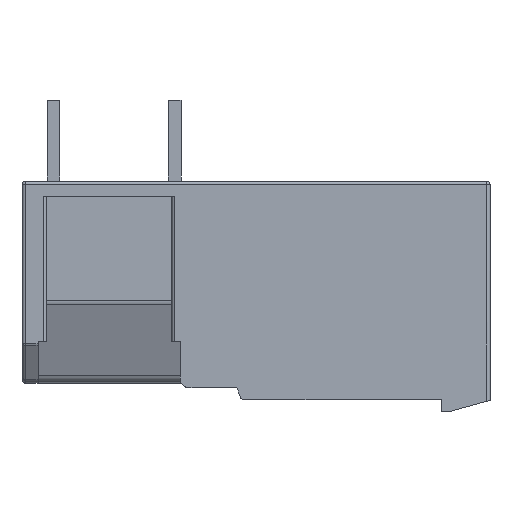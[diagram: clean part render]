
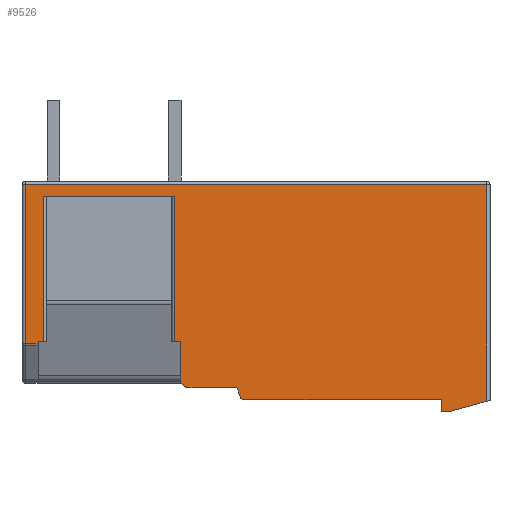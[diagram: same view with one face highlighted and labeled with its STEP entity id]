
A CAD part, front view. The second image highlights one B-rep face of the part: STEP entity #9526.
In plain terms, the highlighted planar face has unit normal (0, -1, 0).
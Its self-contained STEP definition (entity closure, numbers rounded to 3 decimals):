
#1=DIRECTION('',(0.,0.,-1.));
#2=VECTOR('',#1,13.446);
#3=CARTESIAN_POINT('',(17.65,0.,6.756));
#4=LINE('',#3,#2);
#5=DIRECTION('',(-0.963,0.,-0.27));
#6=VECTOR('',#5,2.388);
#7=CARTESIAN_POINT('',(17.65,0.,-6.69));
#8=LINE('',#7,#6);
#9=DIRECTION('',(-1.,0.,0.));
#10=VECTOR('',#9,0.5);
#11=CARTESIAN_POINT('',(15.35,0.,-7.334));
#12=LINE('',#11,#10);
#13=DIRECTION('',(0.,0.,1.));
#14=VECTOR('',#13,0.75);
#15=CARTESIAN_POINT('',(14.85,0.,-7.334));
#16=LINE('',#15,#14);
#17=DIRECTION('',(-1.,0.,0.));
#18=VECTOR('',#17,12.26);
#19=CARTESIAN_POINT('',(14.85,0.,-6.584));
#20=LINE('',#19,#18);
#21=CARTESIAN_POINT('',(2.59,0.,-6.384));
#22=DIRECTION('',(0.,1.,0.));
#23=DIRECTION('',(0.,0.,-1.));
#24=AXIS2_PLACEMENT_3D('',#21,#22,#23);
#26=DIRECTION('',(-0.376,0.,0.927));
#27=VECTOR('',#26,0.664);
#28=CARTESIAN_POINT('',(2.405,0.,-6.459));
#29=LINE('',#28,#27);
#30=DIRECTION('',(-1.,0.,0.));
#31=VECTOR('',#30,3.085);
#32=CARTESIAN_POINT('',(2.155,0.,-5.844));
#33=LINE('',#32,#31);
#34=CARTESIAN_POINT('',(-0.93,0.,-5.644));
#35=DIRECTION('',(0.,1.,0.));
#36=DIRECTION('',(0.,0.,-1.));
#37=AXIS2_PLACEMENT_3D('',#34,#35,#36);
#39=DIRECTION('',(-0.707,0.,0.707));
#40=VECTOR('',#39,0.313);
#41=CARTESIAN_POINT('',(-1.071,0.,-5.785));
#42=LINE('',#41,#40);
#43=DIRECTION('',(-1.,0.,0.));
#44=VECTOR('',#43,0.057);
#45=CARTESIAN_POINT('',(-1.293,0.,-5.564));
#46=LINE('',#45,#44);
#47=DIRECTION('',(0.,0.,-1.));
#48=VECTOR('',#47,2.58);
#49=CARTESIAN_POINT('',(-1.35,0.,-2.984));
#50=LINE('',#49,#48);
#51=DIRECTION('',(-1.,0.,0.));
#52=VECTOR('',#51,8.16);
#53=CARTESIAN_POINT('',(-1.67,0.,6.016));
#54=LINE('',#53,#52);
#55=DIRECTION('',(0.,0.,-1.));
#56=VECTOR('',#55,9.);
#57=CARTESIAN_POINT('',(-9.83,0.,6.016));
#58=LINE('',#57,#56);
#59=DIRECTION('',(0.,0.,-1.));
#60=VECTOR('',#59,0.123);
#61=CARTESIAN_POINT('',(-10.15,0.,-2.984));
#62=LINE('',#61,#60);
#63=DIRECTION('',(-1.,0.,0.));
#64=VECTOR('',#63,0.8);
#65=CARTESIAN_POINT('',(-10.15,0.,-3.106));
#66=LINE('',#65,#64);
#67=DIRECTION('',(0.,0.,1.));
#68=VECTOR('',#67,9.863);
#69=CARTESIAN_POINT('',(-10.95,0.,-3.106));
#70=LINE('',#69,#68);
#71=DIRECTION('',(1.,0.,0.));
#72=VECTOR('',#71,28.6);
#73=CARTESIAN_POINT('',(-10.95,0.,6.756));
#74=LINE('',#73,#72);
#84=CARTESIAN_POINT('',(17.65,0.,-6.69));
#6216=DIRECTION('',(-1.,0.,0.));
#6217=VECTOR('',#6216,0.32);
#6218=CARTESIAN_POINT('',(-1.35,0.,-2.984));
#6219=LINE('',#6218,#6217);
#6220=DIRECTION('',(-1.,0.,0.));
#6221=VECTOR('',#6220,0.32);
#6222=CARTESIAN_POINT('',(-9.83,0.,-2.984));
#6223=LINE('',#6222,#6221);
#6255=DIRECTION('',(0.,0.,-1.));
#6256=VECTOR('',#6255,9.);
#6257=CARTESIAN_POINT('',(-1.67,0.,6.016));
#6258=LINE('',#6257,#6256);
#7229=CARTESIAN_POINT('',(15.35,0.,-7.334));
#7230=CARTESIAN_POINT('',(14.85,0.,-7.334));
#7231=VERTEX_POINT('',#7229);
#7232=VERTEX_POINT('',#7230);
#7233=CARTESIAN_POINT('',(14.85,0.,-6.584));
#7234=VERTEX_POINT('',#7233);
#7235=CARTESIAN_POINT('',(2.59,0.,-6.584));
#7236=VERTEX_POINT('',#7235);
#7237=CARTESIAN_POINT('',(2.405,0.,-6.459));
#7238=VERTEX_POINT('',#7237);
#7239=CARTESIAN_POINT('',(2.155,0.,-5.844));
#7240=VERTEX_POINT('',#7239);
#7241=CARTESIAN_POINT('',(-0.93,0.,-5.844));
#7242=VERTEX_POINT('',#7241);
#7243=CARTESIAN_POINT('',(-1.071,0.,-5.785));
#7244=VERTEX_POINT('',#7243);
#7245=CARTESIAN_POINT('',(-1.293,0.,-5.564));
#7246=VERTEX_POINT('',#7245);
#8585=CARTESIAN_POINT('',(-1.35,0.,-5.564));
#8587=VERTEX_POINT('',#8585);
#8591=CARTESIAN_POINT('',(-1.67,0.,-2.984));
#8593=VERTEX_POINT('',#8591);
#8596=CARTESIAN_POINT('',(-9.83,0.,-2.984));
#8598=VERTEX_POINT('',#8596);
#8600=CARTESIAN_POINT('',(-1.35,0.,-2.984));
#8602=VERTEX_POINT('',#8600);
#8605=CARTESIAN_POINT('',(-10.15,0.,-2.984));
#8607=VERTEX_POINT('',#8605);
#8611=CARTESIAN_POINT('',(-1.67,0.,6.016));
#8613=VERTEX_POINT('',#8611);
#8616=CARTESIAN_POINT('',(-9.83,0.,6.016));
#8618=VERTEX_POINT('',#8616);
#8675=CARTESIAN_POINT('',(-10.15,0.,-3.106));
#8676=VERTEX_POINT('',#8675);
#8686=VERTEX_POINT('',#84);
#8687=CARTESIAN_POINT('',(17.65,0.,6.756));
#8688=VERTEX_POINT('',#8687);
#8695=CARTESIAN_POINT('',(-10.95,0.,6.756));
#8696=VERTEX_POINT('',#8695);
#8701=CARTESIAN_POINT('',(-10.95,0.,-3.106));
#8702=VERTEX_POINT('',#8701);
#9477=CARTESIAN_POINT('',(0.,0.,0.));
#9478=DIRECTION('',(0.,1.,0.));
#9479=DIRECTION('',(1.,0.,0.));
#9480=AXIS2_PLACEMENT_3D('',#9477,#9478,#9479);
#9481=PLANE('',#9480);
#9483=ORIENTED_EDGE('',*,*,#9482,.T.);
#9485=ORIENTED_EDGE('',*,*,#9484,.T.);
#9487=ORIENTED_EDGE('',*,*,#9486,.T.);
#9489=ORIENTED_EDGE('',*,*,#9488,.T.);
#9491=ORIENTED_EDGE('',*,*,#9490,.T.);
#9493=ORIENTED_EDGE('',*,*,#9492,.T.);
#9495=ORIENTED_EDGE('',*,*,#9494,.T.);
#9497=ORIENTED_EDGE('',*,*,#9496,.T.);
#9499=ORIENTED_EDGE('',*,*,#9498,.T.);
#9501=ORIENTED_EDGE('',*,*,#9500,.T.);
#9503=ORIENTED_EDGE('',*,*,#9502,.T.);
#9505=ORIENTED_EDGE('',*,*,#9504,.F.);
#9507=ORIENTED_EDGE('',*,*,#9506,.T.);
#9509=ORIENTED_EDGE('',*,*,#9508,.F.);
#9511=ORIENTED_EDGE('',*,*,#9510,.T.);
#9513=ORIENTED_EDGE('',*,*,#9512,.T.);
#9515=ORIENTED_EDGE('',*,*,#9514,.T.);
#9517=ORIENTED_EDGE('',*,*,#9516,.T.);
#9519=ORIENTED_EDGE('',*,*,#9518,.T.);
#9521=ORIENTED_EDGE('',*,*,#9520,.T.);
#9523=ORIENTED_EDGE('',*,*,#9522,.T.);
#9524=EDGE_LOOP('',(#9483,#9485,#9487,#9489,#9491,#9493,#9495,#9497,#9499,#9501,
#9503,#9505,#9507,#9509,#9511,#9513,#9515,#9517,#9519,#9521,#9523));
#9525=FACE_OUTER_BOUND('',#9524,.F.);
#9526=ADVANCED_FACE('',(#9525),#9481,.F.);
#25=CIRCLE('',#24,0.2);
#38=CIRCLE('',#37,0.2);
#9482=EDGE_CURVE('',#8688,#8686,#4,.T.);
#9484=EDGE_CURVE('',#8686,#7231,#8,.T.);
#9486=EDGE_CURVE('',#7231,#7232,#12,.T.);
#9488=EDGE_CURVE('',#7232,#7234,#16,.T.);
#9490=EDGE_CURVE('',#7234,#7236,#20,.T.);
#9492=EDGE_CURVE('',#7236,#7238,#25,.T.);
#9494=EDGE_CURVE('',#7238,#7240,#29,.T.);
#9496=EDGE_CURVE('',#7240,#7242,#33,.T.);
#9498=EDGE_CURVE('',#7242,#7244,#38,.T.);
#9500=EDGE_CURVE('',#7244,#7246,#42,.T.);
#9502=EDGE_CURVE('',#7246,#8587,#46,.T.);
#9504=EDGE_CURVE('',#8602,#8587,#50,.T.);
#9506=EDGE_CURVE('',#8602,#8593,#6219,.T.);
#9508=EDGE_CURVE('',#8613,#8593,#6258,.T.);
#9510=EDGE_CURVE('',#8613,#8618,#54,.T.);
#9512=EDGE_CURVE('',#8618,#8598,#58,.T.);
#9514=EDGE_CURVE('',#8598,#8607,#6223,.T.);
#9516=EDGE_CURVE('',#8607,#8676,#62,.T.);
#9518=EDGE_CURVE('',#8676,#8702,#66,.T.);
#9520=EDGE_CURVE('',#8702,#8696,#70,.T.);
#9522=EDGE_CURVE('',#8696,#8688,#74,.T.);
